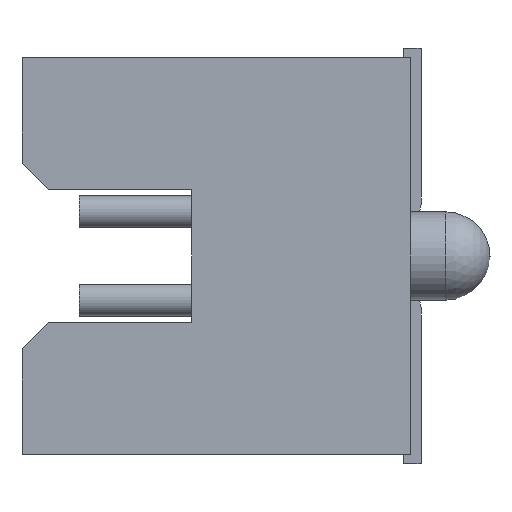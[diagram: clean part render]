
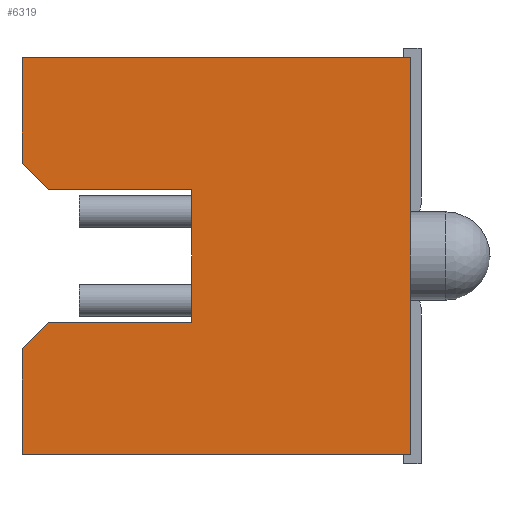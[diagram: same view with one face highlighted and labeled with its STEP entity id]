
A CAD part, left-side view. The second image highlights one B-rep face of the part: STEP entity #6319.
In plain terms, the highlighted planar face has unit normal (-1, 0, 0).
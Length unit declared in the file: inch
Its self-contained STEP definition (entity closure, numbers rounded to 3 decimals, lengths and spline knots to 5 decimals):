
#129=LINE('',#9094,#870);
#134=LINE('',#9105,#875);
#136=LINE('',#9109,#877);
#147=LINE('',#9133,#888);
#157=LINE('',#9154,#898);
#160=LINE('',#9160,#901);
#161=LINE('',#9161,#902);
#162=LINE('',#9162,#903);
#163=LINE('',#9163,#904);
#164=LINE('',#9164,#905);
#165=LINE('',#9166,#906);
#870=VECTOR('',#7257,39.37008);
#875=VECTOR('',#7264,39.37008);
#877=VECTOR('',#7268,39.37008);
#888=VECTOR('',#7281,39.37008);
#898=VECTOR('',#7293,39.37008);
#901=VECTOR('',#7298,39.37008);
#902=VECTOR('',#7299,39.37008);
#903=VECTOR('',#7300,39.37008);
#904=VECTOR('',#7301,39.37008);
#905=VECTOR('',#7302,39.37008);
#906=VECTOR('',#7303,39.37008);
#1644=ORIENTED_EDGE('',*,*,#3498,.T.);
#1645=ORIENTED_EDGE('',*,*,#3474,.T.);
#1646=ORIENTED_EDGE('',*,*,#3499,.F.);
#1647=ORIENTED_EDGE('',*,*,#3472,.F.);
#1648=ORIENTED_EDGE('',*,*,#3500,.T.);
#1649=ORIENTED_EDGE('',*,*,#3485,.F.);
#1650=ORIENTED_EDGE('',*,*,#3501,.T.);
#1651=ORIENTED_EDGE('',*,*,#3467,.T.);
#1652=ORIENTED_EDGE('',*,*,#3502,.T.);
#1653=ORIENTED_EDGE('',*,*,#3503,.F.);
#1654=ORIENTED_EDGE('',*,*,#3495,.F.);
#3467=EDGE_CURVE('',#4395,#4393,#129,.T.);
#3472=EDGE_CURVE('',#4399,#4400,#134,.T.);
#3474=EDGE_CURVE('',#4401,#4402,#136,.T.);
#3485=EDGE_CURVE('',#4412,#4413,#147,.T.);
#3495=EDGE_CURVE('',#4422,#4423,#157,.T.);
#3498=EDGE_CURVE('',#4422,#4401,#160,.T.);
#3499=EDGE_CURVE('',#4400,#4402,#161,.T.);
#3500=EDGE_CURVE('',#4399,#4413,#162,.T.);
#3501=EDGE_CURVE('',#4412,#4395,#163,.T.);
#3502=EDGE_CURVE('',#4393,#4425,#164,.T.);
#3503=EDGE_CURVE('',#4423,#4425,#165,.T.);
#4393=VERTEX_POINT('',#9092);
#4395=VERTEX_POINT('',#9095);
#4399=VERTEX_POINT('',#9104);
#4400=VERTEX_POINT('',#9106);
#4401=VERTEX_POINT('',#9110);
#4402=VERTEX_POINT('',#9111);
#4412=VERTEX_POINT('',#9132);
#4413=VERTEX_POINT('',#9134);
#4422=VERTEX_POINT('',#9153);
#4423=VERTEX_POINT('',#9155);
#4425=VERTEX_POINT('',#9165);
#5215=EDGE_LOOP('',(#1644,#1645,#1646,#1647,#1648,#1649,#1650,#1651,#1652,
#1653,#1654));
#5635=FACE_BOUND('',#5215,.T.);
#6055=PLANE('',#6705);
#6319=ADVANCED_FACE('',(#5635),#6055,.F.);
#6705=AXIS2_PLACEMENT_3D('',#9159,#7296,#7297);
#7257=DIRECTION('',(0.,0.,1.));
#7264=DIRECTION('',(0.,-1.,0.));
#7268=DIRECTION('',(0.,-1.,0.));
#7281=DIRECTION('',(0.,0.,1.));
#7293=DIRECTION('',(0.,0.,1.));
#7296=DIRECTION('',(1.,0.,0.));
#7297=DIRECTION('',(0.,0.,-1.));
#7298=DIRECTION('',(0.,-0.707,-0.707));
#7299=DIRECTION('',(0.,0.,1.));
#7300=DIRECTION('',(0.,0.707,-0.707));
#7301=DIRECTION('',(0.,-1.,0.));
#7302=DIRECTION('',(0.,0.,1.));
#7303=DIRECTION('',(0.,-1.,0.));
#9092=CARTESIAN_POINT('',(-0.4375,0.,0.));
#9094=CARTESIAN_POINT('',(-0.4375,0.,-0.1125));
#9095=CARTESIAN_POINT('',(-0.4375,0.,-0.1125));
#9104=CARTESIAN_POINT('',(-0.4375,0.205,-0.0375));
#9105=CARTESIAN_POINT('',(-0.4375,0.316,-0.0375));
#9106=CARTESIAN_POINT('',(-0.4375,0.124,-0.0375));
#9109=CARTESIAN_POINT('',(-0.4375,0.316,0.0375));
#9110=CARTESIAN_POINT('',(-0.4375,0.205,0.0375));
#9111=CARTESIAN_POINT('',(-0.4375,0.124,0.0375));
#9132=CARTESIAN_POINT('',(-0.4375,0.22,-0.1125));
#9133=CARTESIAN_POINT('',(-0.4375,0.22,-0.1125));
#9134=CARTESIAN_POINT('',(-0.4375,0.22,-0.0525));
#9153=CARTESIAN_POINT('',(-0.4375,0.22,0.0525));
#9154=CARTESIAN_POINT('',(-0.4375,0.22,-0.1125));
#9155=CARTESIAN_POINT('',(-0.4375,0.22,0.1125));
#9159=CARTESIAN_POINT('',(-0.4375,0.22,-0.1125));
#9160=CARTESIAN_POINT('',(-0.4375,0.22,0.0525));
#9161=CARTESIAN_POINT('',(-0.4375,0.124,-0.0375));
#9162=CARTESIAN_POINT('',(-0.4375,0.205,-0.0375));
#9163=CARTESIAN_POINT('',(-0.4375,0.22,-0.1125));
#9164=CARTESIAN_POINT('',(-0.4375,0.,-0.1125));
#9165=CARTESIAN_POINT('',(-0.4375,0.,0.1125));
#9166=CARTESIAN_POINT('',(-0.4375,0.22,0.1125));
